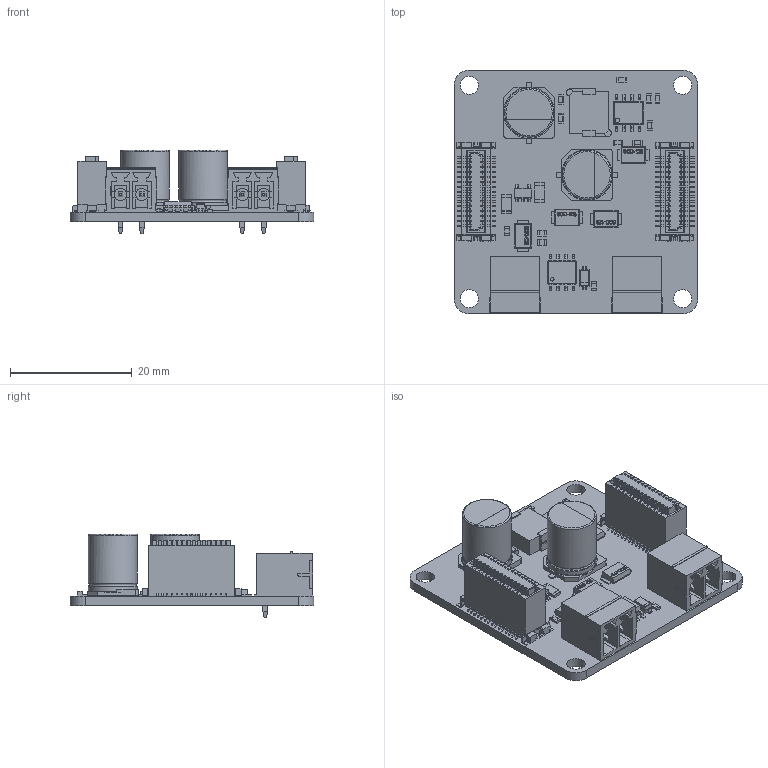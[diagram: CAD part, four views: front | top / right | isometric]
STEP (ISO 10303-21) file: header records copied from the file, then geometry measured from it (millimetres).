
FILE_DESCRIPTION(('FreeCAD Model'),'2;1');
FILE_NAME( 'step-down.step', '2017-06-09T15:38:48',('kicad StepUp'),('ksu MCAD'), 'Open CASCADE STEP processor 6.8','FreeCAD','Unknown');
FILE_SCHEMA(('AUTOMOTIVE_DESIGN_CC2 { 1 2 10303 214 -1 1 5 4 }'));
Length unit declared in the file: millimetre
Products named in the file (30): Pcb; SO-8_; SOT-23-5_; C_0603_; C_0603_001; C_0603_002; R_0603_; R_1206_; R_0603_001; R_0603_002; R_0603_003; soic_8_39x49_p127_; Fusion007_; 88021-12XX_; 88021-12XX_001; R_1206_001; SOD-128_; SOD-128_001; SOD-128_002; SOD-128_003; SOD-123_; ASSEMBLY_; C_0603_003; C_0603_004; C_0603_005; C_0603_006; C_0603_007; ASSEMBLY_001; 2er_Phoenix_Buchse_Schwarz_; 2er_Phoenix_Buchse_Gr黱_
Bounding box: 40 x 40 x 13.77 mm (x, y, z)
Volume: 5378.5 mm3; surface area: 9749.6 mm2
Topology: 66 solids, 66 shells, 7560 faces, 22179 edges, 14458 vertices
Faces by surface type: plane 6087, cylinder 1299, bspline 132, sphere 24, cone 8, torus 8, revolution 2
Full cylindrical faces by diameter (mm): 0.6 x1, 0.8 x4, 1.4 x4, 2 x4, 3 x4, 8 x4
Entity records: 265385 total; most frequent: CARTESIAN_POINT 51058, ORIENTED_EDGE 44310, DIRECTION 39362, EDGE_CURVE 22155, LINE 19268, VECTOR 19268, VERTEX_POINT 14458, AXIS2_PLACEMENT_3D 10046
